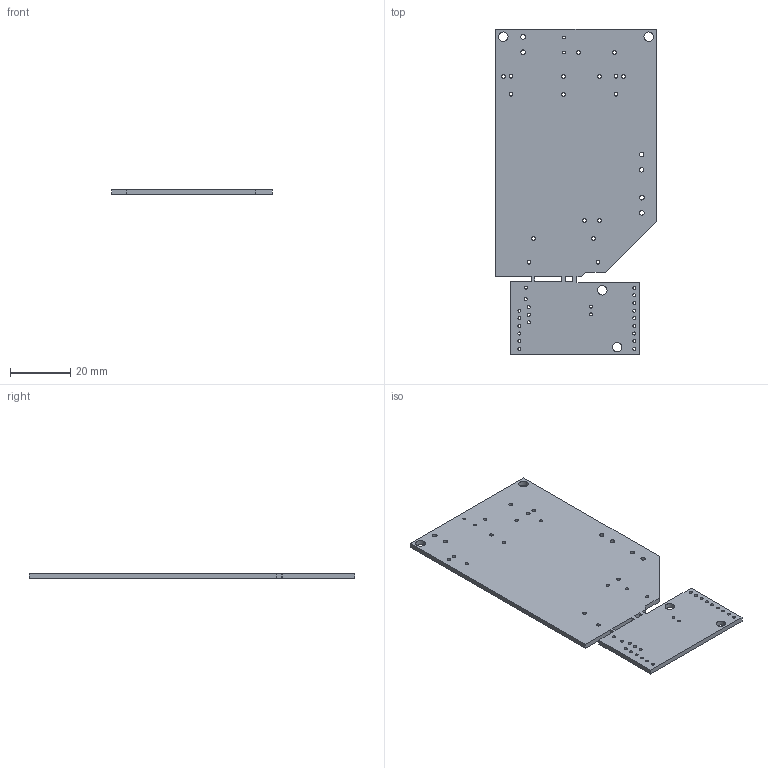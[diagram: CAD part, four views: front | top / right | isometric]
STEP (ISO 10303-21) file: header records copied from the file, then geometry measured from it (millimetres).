
FILE_DESCRIPTION(('FreeCAD Model'),'2;1');
FILE_NAME('button.step', '2017-08-24T15:25:00',('kicad StepUp'),('ksu MCAD'), 'Open CASCADE STEP processor 6.8','FreeCAD','Unknown');
FILE_SCHEMA(('AUTOMOTIVE_DESIGN_CC2 { 1 2 10303 214 -1 1 5 4 }'));
Length unit declared in the file: millimetre
Products named in the file (2): ASSEMBLY; Pcb
Assembly tree (1 placements, depth 2):
  ASSEMBLY
    Pcb
Bounding box: 53.5 x 108.5 x 1.6 mm (x, y, z)
Volume: 8320.8 mm3; surface area: 11371.3 mm2
Topology: 1 solids, 1 shells, 79 faces, 231 edges, 154 vertices
Faces by surface type: cylinder 51, plane 28
Full cylindrical faces by diameter (mm): 0.9 x2, 1 x4, 1.016 x18, 1.2 x17, 1.524 x6, 3.048 x1, 3.2 x3
Entity records: 2918 total; most frequent: DIRECTION 495, CARTESIAN_POINT 466, ORIENTED_EDGE 462, EDGE_CURVE 231, FACE_BOUND 185, EDGE_LOOP 185, AXIS2_PLACEMENT_3D 183, VERTEX_POINT 154
